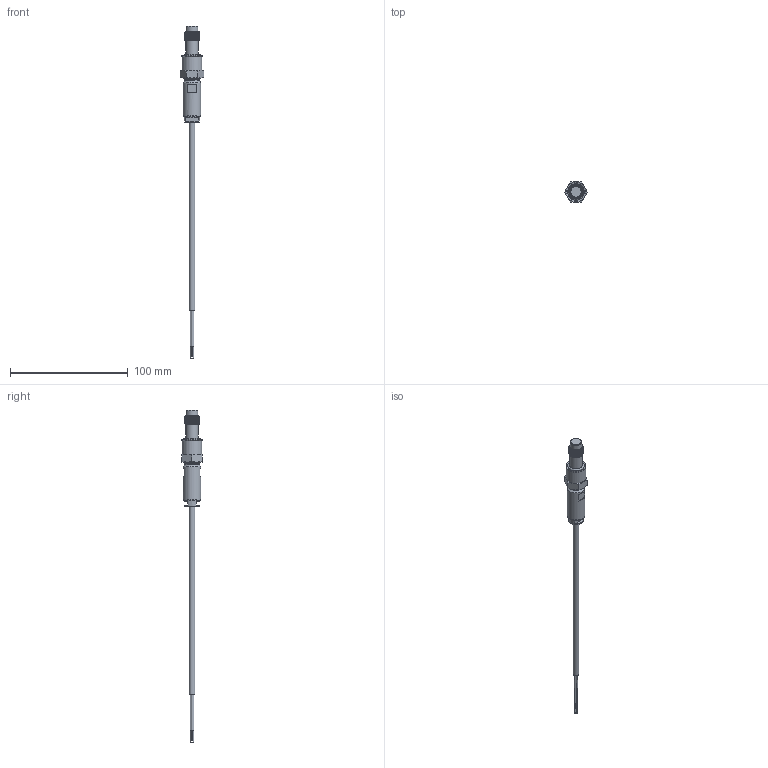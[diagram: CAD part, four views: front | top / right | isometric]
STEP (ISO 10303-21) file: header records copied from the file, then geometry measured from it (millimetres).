
FILE_DESCRIPTION(/* description */ (''),/* implementation_level */ '2;1');
FILE_NAME(/* name */ 'HS1224成品图_stp.stp',/* time_stamp */ '2026-01-05T16:32:24+08:00',/* author */ (''),/* organization */ (''),/* preprocessor_version */ 'ST-DEVELOPER v16.7',/* originating_system */ 'SIEMENS PLM Software NX 12.0',/* authorisation */ '');
FILE_SCHEMA (('AP203_CONFIGURATION_CONTROLLED_3D_DESIGN_OF_MECHANICAL_PARTS_AND_ASSEMBLIES_MIM_LF { 1 0 10303 403 2 1 2}'));
Length unit declared in the file: millimetre
Products named in the file (1): Dell08E4BFB5du56
Bounding box: 19.63 x 17 x 281.5 mm (x, y, z)
Volume: 16214.5 mm3; surface area: 8318 mm2
Topology: 3 solids, 3 shells, 73 faces, 151 edges, 98 vertices
Faces by surface type: plane 34, cylinder 24, bspline 5, cone 4, torus 4, sphere 2
Full cylindrical faces by diameter (mm): 0.8 x4, 5 x1, 10 x1, 10.75 x1, 10.8 x1, 13.9 x1, 15.15 x1, 16.75 x1, 17 x1
Entity records: 8465 total; most frequent: CARTESIAN_POINT 6807, DIRECTION 314, ORIENTED_EDGE 244, AXIS2_PLACEMENT_3D 144, EDGE_CURVE 122, EDGE_LOOP 112, VERTEX_POINT 93, CIRCLE 75
